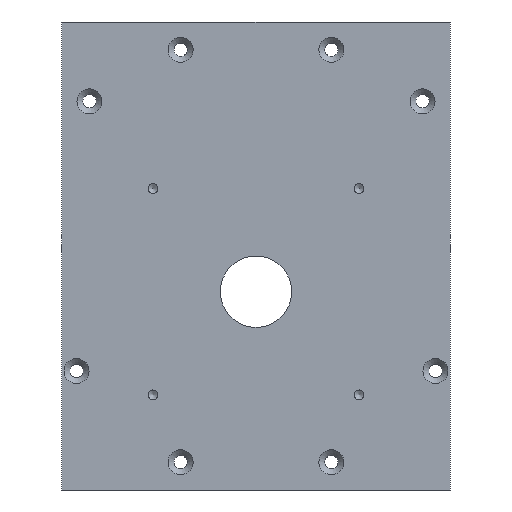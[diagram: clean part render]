
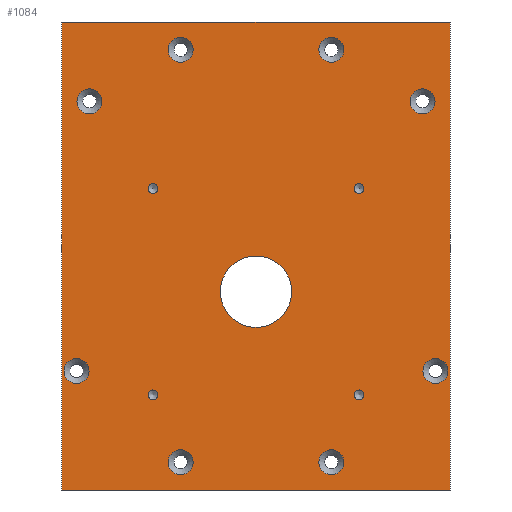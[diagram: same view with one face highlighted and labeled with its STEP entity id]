
A CAD part, front view. The second image highlights one B-rep face of the part: STEP entity #1084.
In plain terms, the highlighted planar face has unit normal (0, -1, 0).
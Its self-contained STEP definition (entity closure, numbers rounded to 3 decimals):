
#81=LINE('',#1876,#153);
#85=LINE('',#1882,#157);
#86=LINE('',#1885,#158);
#88=LINE('',#1888,#160);
#153=VECTOR('',#1520,10.);
#157=VECTOR('',#1526,10.);
#158=VECTOR('',#1529,10.);
#160=VECTOR('',#1533,10.);
#188=PLANE('',#1211);
#221=FACE_BOUND('',#416,.T.);
#222=FACE_BOUND('',#417,.T.);
#223=FACE_BOUND('',#418,.T.);
#224=FACE_BOUND('',#419,.T.);
#225=FACE_BOUND('',#420,.T.);
#226=FACE_BOUND('',#421,.T.);
#227=FACE_BOUND('',#422,.T.);
#228=FACE_BOUND('',#423,.T.);
#229=FACE_BOUND('',#424,.T.);
#230=FACE_BOUND('',#425,.T.);
#231=FACE_BOUND('',#426,.T.);
#232=FACE_BOUND('',#427,.T.);
#233=FACE_BOUND('',#428,.T.);
#320=FACE_OUTER_BOUND('',#415,.T.);
#415=EDGE_LOOP('',(#992,#993,#994,#995));
#416=EDGE_LOOP('',(#996));
#417=EDGE_LOOP('',(#997));
#418=EDGE_LOOP('',(#998));
#419=EDGE_LOOP('',(#999));
#420=EDGE_LOOP('',(#1000));
#421=EDGE_LOOP('',(#1001));
#422=EDGE_LOOP('',(#1002));
#423=EDGE_LOOP('',(#1003));
#424=EDGE_LOOP('',(#1004));
#425=EDGE_LOOP('',(#1005));
#426=EDGE_LOOP('',(#1006));
#427=EDGE_LOOP('',(#1007));
#428=EDGE_LOOP('',(#1008));
#430=CIRCLE('',#1090,1.23);
#432=CIRCLE('',#1094,1.23);
#434=CIRCLE('',#1098,1.23);
#436=CIRCLE('',#1102,1.23);
#437=CIRCLE('',#1104,3.15);
#440=CIRCLE('',#1109,3.15);
#443=CIRCLE('',#1114,3.15);
#446=CIRCLE('',#1119,3.15);
#449=CIRCLE('',#1124,3.15);
#452=CIRCLE('',#1129,3.15);
#455=CIRCLE('',#1134,3.15);
#458=CIRCLE('',#1139,3.15);
#486=CIRCLE('',#1197,9.);
#492=VERTEX_POINT('',#1541);
#494=VERTEX_POINT('',#1547);
#496=VERTEX_POINT('',#1553);
#498=VERTEX_POINT('',#1559);
#499=VERTEX_POINT('',#1562);
#502=VERTEX_POINT('',#1570);
#505=VERTEX_POINT('',#1578);
#508=VERTEX_POINT('',#1586);
#511=VERTEX_POINT('',#1594);
#514=VERTEX_POINT('',#1602);
#517=VERTEX_POINT('',#1610);
#520=VERTEX_POINT('',#1618);
#585=VERTEX_POINT('',#1822);
#591=VERTEX_POINT('',#1874);
#592=VERTEX_POINT('',#1875);
#593=VERTEX_POINT('',#1880);
#594=VERTEX_POINT('',#1884);
#596=EDGE_CURVE('',#492,#492,#430,.T.);
#598=EDGE_CURVE('',#494,#494,#432,.T.);
#600=EDGE_CURVE('',#496,#496,#434,.T.);
#602=EDGE_CURVE('',#498,#498,#436,.T.);
#603=EDGE_CURVE('',#499,#499,#437,.T.);
#606=EDGE_CURVE('',#502,#502,#440,.T.);
#609=EDGE_CURVE('',#505,#505,#443,.T.);
#612=EDGE_CURVE('',#508,#508,#446,.T.);
#615=EDGE_CURVE('',#511,#511,#449,.T.);
#618=EDGE_CURVE('',#514,#514,#452,.T.);
#621=EDGE_CURVE('',#517,#517,#455,.T.);
#624=EDGE_CURVE('',#520,#520,#458,.T.);
#715=EDGE_CURVE('',#585,#585,#486,.T.);
#725=EDGE_CURVE('',#591,#592,#81,.T.);
#729=EDGE_CURVE('',#592,#593,#85,.T.);
#730=EDGE_CURVE('',#593,#594,#86,.T.);
#732=EDGE_CURVE('',#594,#591,#88,.T.);
#992=ORIENTED_EDGE('',*,*,#732,.T.);
#993=ORIENTED_EDGE('',*,*,#725,.T.);
#994=ORIENTED_EDGE('',*,*,#729,.T.);
#995=ORIENTED_EDGE('',*,*,#730,.T.);
#996=ORIENTED_EDGE('',*,*,#596,.T.);
#997=ORIENTED_EDGE('',*,*,#598,.T.);
#998=ORIENTED_EDGE('',*,*,#600,.T.);
#999=ORIENTED_EDGE('',*,*,#602,.T.);
#1000=ORIENTED_EDGE('',*,*,#603,.T.);
#1001=ORIENTED_EDGE('',*,*,#606,.T.);
#1002=ORIENTED_EDGE('',*,*,#609,.T.);
#1003=ORIENTED_EDGE('',*,*,#612,.T.);
#1004=ORIENTED_EDGE('',*,*,#615,.T.);
#1005=ORIENTED_EDGE('',*,*,#618,.T.);
#1006=ORIENTED_EDGE('',*,*,#621,.T.);
#1007=ORIENTED_EDGE('',*,*,#624,.T.);
#1008=ORIENTED_EDGE('',*,*,#715,.T.);
#1084=ADVANCED_FACE('',(#320,#221,#222,#223,#224,#225,#226,#227,#228,#229,
#230,#231,#232,#233),#188,.F.);
#1090=AXIS2_PLACEMENT_3D('',#1542,#1220,#1221);
#1094=AXIS2_PLACEMENT_3D('',#1548,#1228,#1229);
#1098=AXIS2_PLACEMENT_3D('',#1554,#1236,#1237);
#1102=AXIS2_PLACEMENT_3D('',#1560,#1244,#1245);
#1104=AXIS2_PLACEMENT_3D('',#1563,#1248,#1249);
#1109=AXIS2_PLACEMENT_3D('',#1571,#1258,#1259);
#1114=AXIS2_PLACEMENT_3D('',#1579,#1268,#1269);
#1119=AXIS2_PLACEMENT_3D('',#1587,#1278,#1279);
#1124=AXIS2_PLACEMENT_3D('',#1595,#1288,#1289);
#1129=AXIS2_PLACEMENT_3D('',#1603,#1298,#1299);
#1134=AXIS2_PLACEMENT_3D('',#1611,#1308,#1309);
#1139=AXIS2_PLACEMENT_3D('',#1619,#1318,#1319);
#1197=AXIS2_PLACEMENT_3D('',#1823,#1495,#1496);
#1211=AXIS2_PLACEMENT_3D('',#1889,#1534,#1535);
#1220=DIRECTION('center_axis',(0.,1.,0.));
#1221=DIRECTION('ref_axis',(1.,0.,0.));
#1228=DIRECTION('center_axis',(0.,1.,0.));
#1229=DIRECTION('ref_axis',(1.,0.,0.));
#1236=DIRECTION('center_axis',(0.,1.,0.));
#1237=DIRECTION('ref_axis',(1.,0.,0.));
#1244=DIRECTION('center_axis',(0.,1.,0.));
#1245=DIRECTION('ref_axis',(1.,0.,0.));
#1248=DIRECTION('center_axis',(0.,1.,0.));
#1249=DIRECTION('ref_axis',(-1.,0.,0.));
#1258=DIRECTION('center_axis',(0.,1.,0.));
#1259=DIRECTION('ref_axis',(-1.,0.,0.));
#1268=DIRECTION('center_axis',(0.,1.,0.));
#1269=DIRECTION('ref_axis',(-1.,0.,0.));
#1278=DIRECTION('center_axis',(0.,1.,0.));
#1279=DIRECTION('ref_axis',(-1.,0.,0.));
#1288=DIRECTION('center_axis',(0.,1.,0.));
#1289=DIRECTION('ref_axis',(1.,0.,0.));
#1298=DIRECTION('center_axis',(0.,1.,0.));
#1299=DIRECTION('ref_axis',(1.,0.,0.));
#1308=DIRECTION('center_axis',(0.,1.,0.));
#1309=DIRECTION('ref_axis',(1.,0.,0.));
#1318=DIRECTION('center_axis',(0.,1.,0.));
#1319=DIRECTION('ref_axis',(1.,0.,0.));
#1495=DIRECTION('center_axis',(0.,1.,0.));
#1496=DIRECTION('ref_axis',(-1.,0.,0.));
#1520=DIRECTION('',(0.,0.,-1.));
#1526=DIRECTION('',(1.,0.,0.));
#1529=DIRECTION('',(0.,0.,1.));
#1533=DIRECTION('',(-1.,0.,0.));
#1534=DIRECTION('center_axis',(0.,1.,0.));
#1535=DIRECTION('ref_axis',(0.,0.,1.));
#1541=CARTESIAN_POINT('',(-73.771,0.,-94.));
#1542=CARTESIAN_POINT('Origin',(-75.,0.,-94.));
#1547=CARTESIAN_POINT('',(-21.771,0.,-94.));
#1548=CARTESIAN_POINT('Origin',(-23.,0.,-94.));
#1553=CARTESIAN_POINT('',(-21.771,0.,-42.));
#1554=CARTESIAN_POINT('Origin',(-23.,0.,-42.));
#1559=CARTESIAN_POINT('',(-73.771,0.,-42.));
#1560=CARTESIAN_POINT('Origin',(-75.,0.,-42.));
#1562=CARTESIAN_POINT('',(-33.15,0.,-111.));
#1563=CARTESIAN_POINT('Origin',(-30.,0.,-111.));
#1570=CARTESIAN_POINT('',(-6.9,0.,-88.));
#1571=CARTESIAN_POINT('Origin',(-3.75,0.,-88.));
#1578=CARTESIAN_POINT('',(-10.15,0.,-20.));
#1579=CARTESIAN_POINT('Origin',(-7.,0.,-20.));
#1586=CARTESIAN_POINT('',(-33.15,0.,-7.));
#1587=CARTESIAN_POINT('Origin',(-30.,0.,-7.));
#1594=CARTESIAN_POINT('',(-64.85,0.,-111.));
#1595=CARTESIAN_POINT('Origin',(-68.,0.,-111.));
#1602=CARTESIAN_POINT('',(-91.1,0.,-88.));
#1603=CARTESIAN_POINT('Origin',(-94.25,0.,-88.));
#1610=CARTESIAN_POINT('',(-87.85,0.,-20.));
#1611=CARTESIAN_POINT('Origin',(-91.,0.,-20.));
#1618=CARTESIAN_POINT('',(-64.85,0.,-7.));
#1619=CARTESIAN_POINT('Origin',(-68.,0.,-7.));
#1822=CARTESIAN_POINT('',(-40.,0.,-68.));
#1823=CARTESIAN_POINT('Origin',(-49.,0.,-68.));
#1874=CARTESIAN_POINT('',(-98.,0.,0.));
#1875=CARTESIAN_POINT('',(-98.,0.,-118.));
#1876=CARTESIAN_POINT('',(-98.,0.,0.));
#1880=CARTESIAN_POINT('',(0.,0.,-118.));
#1882=CARTESIAN_POINT('',(-98.,0.,-118.));
#1884=CARTESIAN_POINT('',(0.,0.,0.));
#1885=CARTESIAN_POINT('',(0.,0.,-118.));
#1888=CARTESIAN_POINT('',(0.,0.,0.));
#1889=CARTESIAN_POINT('Origin',(-49.,0.,-59.));
